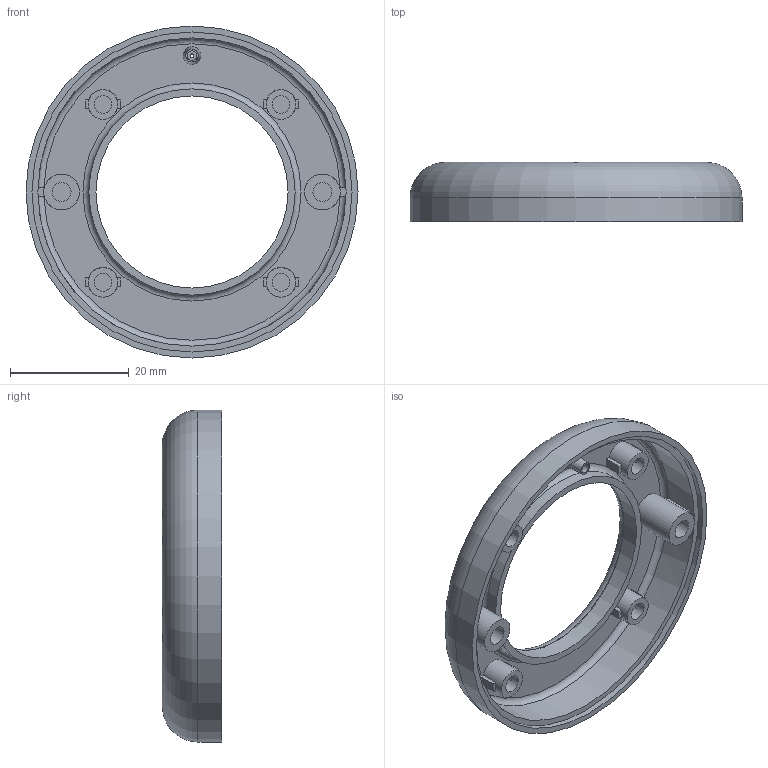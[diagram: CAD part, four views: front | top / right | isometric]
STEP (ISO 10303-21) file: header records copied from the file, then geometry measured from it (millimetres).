
FILE_DESCRIPTION(('FreeCAD Model'),'2;1');
FILE_NAME('Open CASCADE Shape Model','2025-07-26T20:58:46',(''),(''), 'Open CASCADE STEP processor 7.6','FreeCAD','Unknown');
FILE_SCHEMA(('AUTOMOTIVE_DESIGN { 1 0 10303 214 1 1 1 1 }'));
Length unit declared in the file: inch
Products named in the file (1): Body
Bounding box: 56 x 10 x 56 mm (x, y, z)
Volume: 5563.6 mm3; surface area: 7462.5 mm2
Topology: 1 solids, 1 shells, 87 faces, 236 edges, 166 vertices
Faces by surface type: plane 57, cylinder 24, torus 5, cone 1
Full cylindrical faces by diameter (mm): 0.6 x1, 1.6 x1, 3 x8, 3.2 x2, 5 x4, 6 x2, 32.4 x2, 34.8 x1, 52 x1, 54 x1, 56 x1
Entity records: 2944 total; most frequent: CARTESIAN_POINT 605, DIRECTION 498, ORIENTED_EDGE 472, EDGE_CURVE 236, AXIS2_PLACEMENT_3D 181, VERTEX_POINT 166, LINE 136, VECTOR 136
